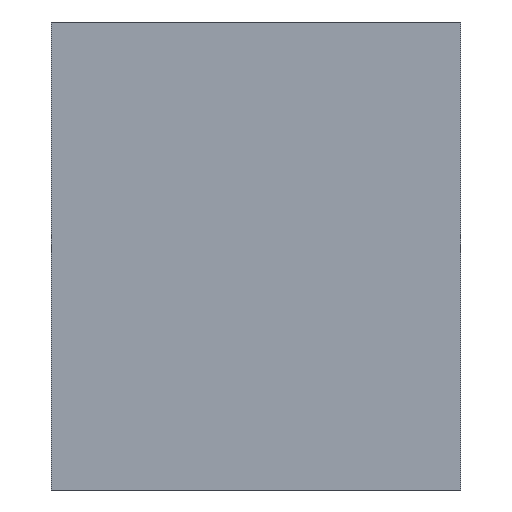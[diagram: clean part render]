
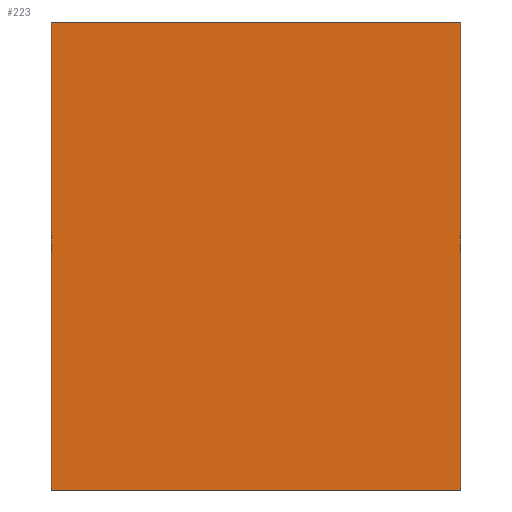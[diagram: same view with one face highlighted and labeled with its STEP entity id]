
A CAD part, front view. The second image highlights one B-rep face of the part: STEP entity #223.
In plain terms, the highlighted planar face has unit normal (0, -1, 0).
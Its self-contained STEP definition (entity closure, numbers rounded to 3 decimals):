
#2 = DIRECTION ( 'NONE',  ( 1., 0., 0. ) ) ;
#11 = ORIENTED_EDGE ( 'NONE', *, *, #136, .T. ) ;
#17 = CARTESIAN_POINT ( 'NONE',  ( -132.5, -31., 303. ) ) ;
#19 = CARTESIAN_POINT ( 'NONE',  ( -132.5, -31., 303. ) ) ;
#33 = CARTESIAN_POINT ( 'NONE',  ( 132.5, -31., 0. ) ) ;
#40 = VERTEX_POINT ( 'NONE', #162 ) ;
#42 = AXIS2_PLACEMENT_3D ( 'NONE', #19, #114, #281 ) ;
#90 = VECTOR ( 'NONE', #358, 1000. ) ;
#114 = DIRECTION ( 'NONE',  ( 0., 1., 0. ) ) ;
#118 = EDGE_CURVE ( 'NONE', #315, #207, #295, .T. ) ;
#119 = CARTESIAN_POINT ( 'NONE',  ( -132.5, -31., 303. ) ) ;
#132 = ORIENTED_EDGE ( 'NONE', *, *, #118, .T. ) ;
#136 = EDGE_CURVE ( 'NONE', #321, #315, #198, .T. ) ;
#138 = CARTESIAN_POINT ( 'NONE',  ( -132.5, -31., 0. ) ) ;
#145 = EDGE_CURVE ( 'NONE', #40, #207, #319, .T. ) ;
#151 = FACE_OUTER_BOUND ( 'NONE', #300, .T. ) ;
#161 = VECTOR ( 'NONE', #394, 1000. ) ;
#162 = CARTESIAN_POINT ( 'NONE',  ( 132.5, -31., 303. ) ) ;
#198 = LINE ( 'NONE', #265, #293 ) ;
#204 = VECTOR ( 'NONE', #2, 1000. ) ;
#207 = VERTEX_POINT ( 'NONE', #33 ) ;
#216 = LINE ( 'NONE', #17, #161 ) ;
#223 = ADVANCED_FACE ( 'NONE', ( #151 ), #365, .F. ) ;
#235 = CARTESIAN_POINT ( 'NONE',  ( 132.5, -31., 303. ) ) ;
#241 = ORIENTED_EDGE ( 'NONE', *, *, #254, .F. ) ;
#245 = CARTESIAN_POINT ( 'NONE',  ( -132.5, -31., 0. ) ) ;
#254 = EDGE_CURVE ( 'NONE', #321, #40, #216, .T. ) ;
#265 = CARTESIAN_POINT ( 'NONE',  ( -132.5, -31., 303. ) ) ;
#281 = DIRECTION ( 'NONE',  ( 0., 0., 1. ) ) ;
#293 = VECTOR ( 'NONE', #299, 1000. ) ;
#295 = LINE ( 'NONE', #138, #204 ) ;
#299 = DIRECTION ( 'NONE',  ( 0., 0., -1. ) ) ;
#300 = EDGE_LOOP ( 'NONE', ( #132, #361, #241, #11 ) ) ;
#315 = VERTEX_POINT ( 'NONE', #245 ) ;
#319 = LINE ( 'NONE', #235, #90 ) ;
#321 = VERTEX_POINT ( 'NONE', #119 ) ;
#358 = DIRECTION ( 'NONE',  ( 0., 0., -1. ) ) ;
#361 = ORIENTED_EDGE ( 'NONE', *, *, #145, .F. ) ;
#365 = PLANE ( 'NONE',  #42 ) ;
#394 = DIRECTION ( 'NONE',  ( 1., 0., 0. ) ) ;
